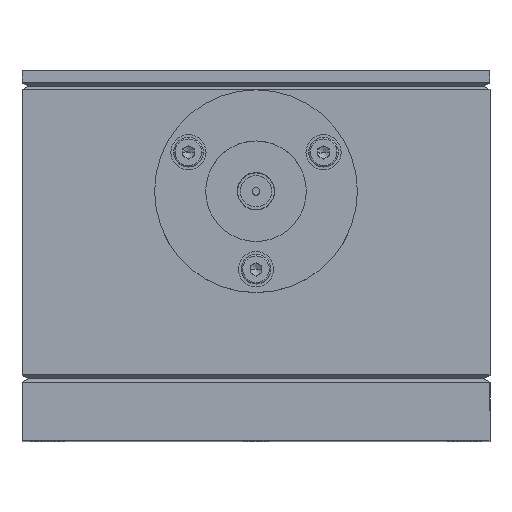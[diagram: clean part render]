
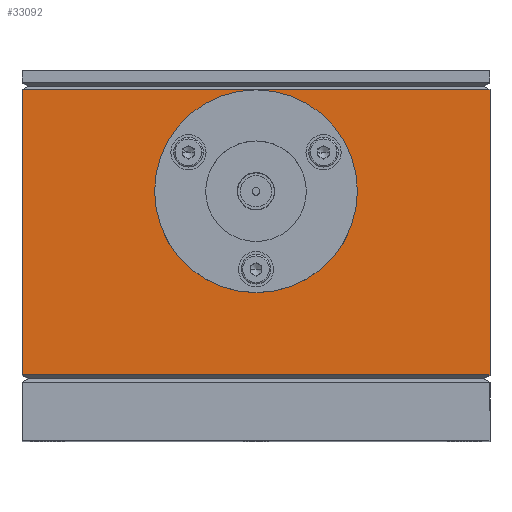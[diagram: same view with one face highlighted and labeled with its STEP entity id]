
A CAD part, top view. The second image highlights one B-rep face of the part: STEP entity #33092.
In plain terms, the highlighted planar face has unit normal (0, 0, 1).
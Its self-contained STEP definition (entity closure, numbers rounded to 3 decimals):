
#326 = CARTESIAN_POINT ( 'NONE',  ( -7.86, 29., 25. ) ) ;
#411 = CIRCLE ( 'NONE', #35080, 0.8 ) ;
#1864 = CARTESIAN_POINT ( 'NONE',  ( 30., 0.462, 25. ) ) ;
#2077 = CARTESIAN_POINT ( 'NONE',  ( 30., 37.5, 25. ) ) ;
#2527 = ORIENTED_EDGE ( 'NONE', *, *, #43909, .T. ) ;
#3211 = LINE ( 'NONE', #35889, #43297 ) ;
#3466 = EDGE_CURVE ( 'NONE', #41220, #7458, #73092, .T. ) ;
#4632 = CARTESIAN_POINT ( 'NONE',  ( -30., 0.462, 25. ) ) ;
#5435 = VERTEX_POINT ( 'NONE', #66983 ) ;
#6598 = FACE_BOUND ( 'NONE', #26388, .T. ) ;
#6748 = CARTESIAN_POINT ( 'NONE',  ( 7.86, 29., 25. ) ) ;
#7458 = VERTEX_POINT ( 'NONE', #9210 ) ;
#9141 = CIRCLE ( 'NONE', #11040, 0.8 ) ;
#9210 = CARTESIAN_POINT ( 'NONE',  ( 2.4, 24., 25. ) ) ;
#9834 = CARTESIAN_POINT ( 'NONE',  ( 8.66, 29., 25. ) ) ;
#10691 = LINE ( 'NONE', #41872, #12586 ) ;
#10739 = CARTESIAN_POINT ( 'NONE',  ( -8.66, 29., 25. ) ) ;
#10799 = AXIS2_PLACEMENT_3D ( 'NONE', #37028, #61378, #24681 ) ;
#11040 = AXIS2_PLACEMENT_3D ( 'NONE', #28647, #59935, #29178 ) ;
#11173 = VERTEX_POINT ( 'NONE', #48857 ) ;
#12586 = VECTOR ( 'NONE', #36217, 1000. ) ;
#13372 = EDGE_CURVE ( 'NONE', #54206, #68389, #3211, .T. ) ;
#14482 = ORIENTED_EDGE ( 'NONE', *, *, #17371, .F. ) ;
#16159 = VECTOR ( 'NONE', #19982, 1000. ) ;
#17371 = EDGE_CURVE ( 'NONE', #65934, #42896, #78361, .T. ) ;
#18521 = PLANE ( 'NONE',  #27389 ) ;
#18725 = ORIENTED_EDGE ( 'NONE', *, *, #29541, .F. ) ;
#19009 = FACE_BOUND ( 'NONE', #76352, .T. ) ;
#19982 = DIRECTION ( 'NONE',  ( 1., 0., 0. ) ) ;
#20212 = DIRECTION ( 'NONE',  ( 0., -1., 0. ) ) ;
#21095 = ORIENTED_EDGE ( 'NONE', *, *, #37560, .F. ) ;
#21693 = CIRCLE ( 'NONE', #51455, 0.8 ) ;
#22325 = DIRECTION ( 'NONE',  ( 1., 0., 0. ) ) ;
#22540 = VERTEX_POINT ( 'NONE', #326 ) ;
#22717 = ORIENTED_EDGE ( 'NONE', *, *, #45891, .F. ) ;
#23011 = DIRECTION ( 'NONE',  ( 0., -1., 0. ) ) ;
#23093 = ORIENTED_EDGE ( 'NONE', *, *, #41735, .F. ) ;
#23118 = DIRECTION ( 'NONE',  ( 1., 0., 0. ) ) ;
#24089 = EDGE_CURVE ( 'NONE', #5435, #63922, #9141, .T. ) ;
#24681 = DIRECTION ( 'NONE',  ( 1., 0., 0. ) ) ;
#24842 = CIRCLE ( 'NONE', #26483, 0.8 ) ;
#24898 = CARTESIAN_POINT ( 'NONE',  ( -30., 37.5, 25. ) ) ;
#25020 = DIRECTION ( 'NONE',  ( 0., 0., 1. ) ) ;
#25358 = EDGE_CURVE ( 'NONE', #65934, #54206, #10691, .T. ) ;
#25728 = FACE_OUTER_BOUND ( 'NONE', #34035, .T. ) ;
#26209 = VERTEX_POINT ( 'NONE', #6748 ) ;
#26388 = EDGE_LOOP ( 'NONE', ( #51585, #21095 ) ) ;
#26483 = AXIS2_PLACEMENT_3D ( 'NONE', #10739, #78143, #35330 ) ;
#27093 = ORIENTED_EDGE ( 'NONE', *, *, #25358, .T. ) ;
#27389 = AXIS2_PLACEMENT_3D ( 'NONE', #24898, #37797, #67488 ) ;
#28253 = DIRECTION ( 'NONE',  ( 0., 0., 1. ) ) ;
#28508 = ORIENTED_EDGE ( 'NONE', *, *, #13372, .T. ) ;
#28647 = CARTESIAN_POINT ( 'NONE',  ( 0., 14., 25. ) ) ;
#29178 = DIRECTION ( 'NONE',  ( 1., 0., 0. ) ) ;
#29541 = EDGE_CURVE ( 'NONE', #7458, #41220, #55687, .T. ) ;
#30329 = ORIENTED_EDGE ( 'NONE', *, *, #3466, .F. ) ;
#31742 = DIRECTION ( 'NONE',  ( 1., 0., 0. ) ) ;
#31910 = AXIS2_PLACEMENT_3D ( 'NONE', #38256, #32624, #51340 ) ;
#32463 = FACE_BOUND ( 'NONE', #73212, .T. ) ;
#32624 = DIRECTION ( 'NONE',  ( 0., 0., 1. ) ) ;
#33092 = ADVANCED_FACE ( 'NONE', ( #6598, #19009, #40165, #32463, #25728 ), #18521, .F. ) ;
#34035 = EDGE_LOOP ( 'NONE', ( #14482, #27093, #28508, #2527 ) ) ;
#34271 = ORIENTED_EDGE ( 'NONE', *, *, #55309, .F. ) ;
#35080 = AXIS2_PLACEMENT_3D ( 'NONE', #9834, #28253, #22325 ) ;
#35330 = DIRECTION ( 'NONE',  ( 1., 0., 0. ) ) ;
#35889 = CARTESIAN_POINT ( 'NONE',  ( -30., 37.5, 25. ) ) ;
#36217 = DIRECTION ( 'NONE',  ( -1., 0., 0. ) ) ;
#36304 = LINE ( 'NONE', #1864, #16159 ) ;
#36598 = CARTESIAN_POINT ( 'NONE',  ( -2.4, 24., 25. ) ) ;
#36665 = DIRECTION ( 'NONE',  ( 1., 0., 0. ) ) ;
#37028 = CARTESIAN_POINT ( 'NONE',  ( 8.66, 29., 25. ) ) ;
#37334 = CARTESIAN_POINT ( 'NONE',  ( 30., 0.462, 25. ) ) ;
#37560 = EDGE_CURVE ( 'NONE', #63922, #5435, #21693, .T. ) ;
#37797 = DIRECTION ( 'NONE',  ( 0., 0., -1. ) ) ;
#38256 = CARTESIAN_POINT ( 'NONE',  ( -8.66, 29., 25. ) ) ;
#38643 = CARTESIAN_POINT ( 'NONE',  ( -30., 37.038, 25. ) ) ;
#38756 = CARTESIAN_POINT ( 'NONE',  ( -0.8, 14., 25. ) ) ;
#40165 = FACE_BOUND ( 'NONE', #54629, .T. ) ;
#41220 = VERTEX_POINT ( 'NONE', #36598 ) ;
#41735 = EDGE_CURVE ( 'NONE', #26209, #51368, #69115, .T. ) ;
#41872 = CARTESIAN_POINT ( 'NONE',  ( -30., 37.038, 25. ) ) ;
#42527 = AXIS2_PLACEMENT_3D ( 'NONE', #61713, #25020, #31742 ) ;
#42896 = VERTEX_POINT ( 'NONE', #37334 ) ;
#43125 = ORIENTED_EDGE ( 'NONE', *, *, #48941, .F. ) ;
#43297 = VECTOR ( 'NONE', #23011, 1000. ) ;
#43909 = EDGE_CURVE ( 'NONE', #68389, #42896, #36304, .T. ) ;
#45891 = EDGE_CURVE ( 'NONE', #11173, #22540, #24842, .T. ) ;
#48189 = CARTESIAN_POINT ( 'NONE',  ( 0., 24., 25. ) ) ;
#48631 = CIRCLE ( 'NONE', #31910, 0.8 ) ;
#48857 = CARTESIAN_POINT ( 'NONE',  ( -9.46, 29., 25. ) ) ;
#48941 = EDGE_CURVE ( 'NONE', #22540, #11173, #48631, .T. ) ;
#49232 = DIRECTION ( 'NONE',  ( 0., 0., 1. ) ) ;
#51340 = DIRECTION ( 'NONE',  ( 1., 0., 0. ) ) ;
#51368 = VERTEX_POINT ( 'NONE', #56773 ) ;
#51455 = AXIS2_PLACEMENT_3D ( 'NONE', #59779, #52856, #23118 ) ;
#51585 = ORIENTED_EDGE ( 'NONE', *, *, #24089, .F. ) ;
#52856 = DIRECTION ( 'NONE',  ( 0., 0., 1. ) ) ;
#54206 = VERTEX_POINT ( 'NONE', #38643 ) ;
#54629 = EDGE_LOOP ( 'NONE', ( #34271, #23093 ) ) ;
#55309 = EDGE_CURVE ( 'NONE', #51368, #26209, #411, .T. ) ;
#55687 = CIRCLE ( 'NONE', #72200, 2.4 ) ;
#56773 = CARTESIAN_POINT ( 'NONE',  ( 9.46, 29., 25. ) ) ;
#59779 = CARTESIAN_POINT ( 'NONE',  ( 0., 14., 25. ) ) ;
#59935 = DIRECTION ( 'NONE',  ( 0., 0., 1. ) ) ;
#61378 = DIRECTION ( 'NONE',  ( 0., 0., 1. ) ) ;
#61713 = CARTESIAN_POINT ( 'NONE',  ( 0., 24., 25. ) ) ;
#62083 = VECTOR ( 'NONE', #20212, 1000. ) ;
#63922 = VERTEX_POINT ( 'NONE', #38756 ) ;
#65934 = VERTEX_POINT ( 'NONE', #76283 ) ;
#66983 = CARTESIAN_POINT ( 'NONE',  ( 0.8, 14., 25. ) ) ;
#67488 = DIRECTION ( 'NONE',  ( -1., 0., 0. ) ) ;
#68389 = VERTEX_POINT ( 'NONE', #4632 ) ;
#69115 = CIRCLE ( 'NONE', #10799, 0.8 ) ;
#72200 = AXIS2_PLACEMENT_3D ( 'NONE', #48189, #49232, #36665 ) ;
#73092 = CIRCLE ( 'NONE', #42527, 2.4 ) ;
#73212 = EDGE_LOOP ( 'NONE', ( #18725, #30329 ) ) ;
#76283 = CARTESIAN_POINT ( 'NONE',  ( 30., 37.038, 25. ) ) ;
#76352 = EDGE_LOOP ( 'NONE', ( #43125, #22717 ) ) ;
#78143 = DIRECTION ( 'NONE',  ( 0., 0., 1. ) ) ;
#78361 = LINE ( 'NONE', #2077, #62083 ) ;
